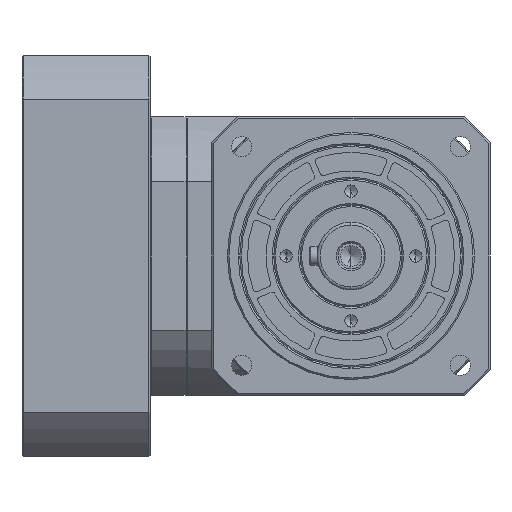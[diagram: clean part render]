
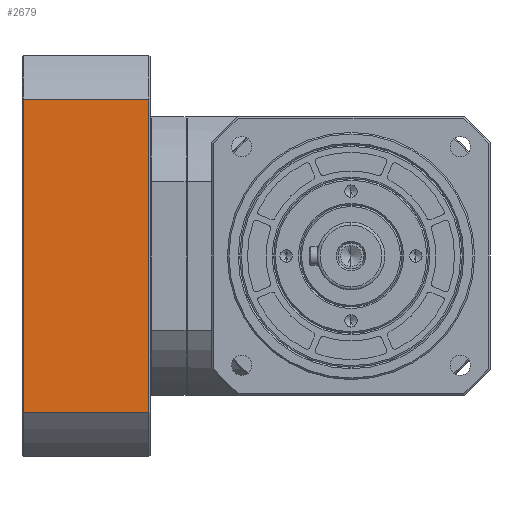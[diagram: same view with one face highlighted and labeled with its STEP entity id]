
A CAD part, left-side view. The second image highlights one B-rep face of the part: STEP entity #2679.
In plain terms, the highlighted face is planar.
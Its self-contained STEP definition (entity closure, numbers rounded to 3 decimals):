
#1426=CARTESIAN_POINT('',(0.4,50.806,65.));
#1444=DIRECTION('',(0.,1.,0.));
#1445=VECTOR('',#1444,101.612);
#1446=CARTESIAN_POINT('',(0.4,-50.806,65.));
#1447=LINE('',#1446,#1445);
#1475=DIRECTION('',(-1.,0.,0.));
#1476=VECTOR('',#1475,40.7);
#1477=CARTESIAN_POINT('',(41.1,-50.806,65.));
#1478=LINE('',#1477,#1476);
#1487=DIRECTION('',(1.,0.,0.));
#1488=VECTOR('',#1487,40.7);
#1489=CARTESIAN_POINT('',(0.4,50.806,65.));
#1490=LINE('',#1489,#1488);
#1660=DIRECTION('',(0.,-1.,0.));
#1661=VECTOR('',#1660,101.612);
#1662=CARTESIAN_POINT('',(41.1,50.806,65.));
#1663=LINE('',#1662,#1661);
#1685=CARTESIAN_POINT('',(41.1,-50.806,65.));
#2053=VERTEX_POINT('',#1685);
#2097=CARTESIAN_POINT('',(0.4,-50.806,65.));
#2099=VERTEX_POINT('',#2097);
#2146=CARTESIAN_POINT('',(41.1,50.806,65.));
#2147=VERTEX_POINT('',#2146);
#2218=VERTEX_POINT('',#1426);
#2666=CARTESIAN_POINT('',(0.,-50.806,65.));
#2667=DIRECTION('',(0.,0.,-1.));
#2668=DIRECTION('',(-1.,0.,0.));
#2669=AXIS2_PLACEMENT_3D('',#2666,#2667,#2668);
#2670=PLANE('',#2669);
#2672=ORIENTED_EDGE('',*,*,#2671,.T.);
#2674=ORIENTED_EDGE('',*,*,#2673,.T.);
#2675=ORIENTED_EDGE('',*,*,#2657,.T.);
#2676=ORIENTED_EDGE('',*,*,#2604,.T.);
#2677=EDGE_LOOP('',(#2672,#2674,#2675,#2676));
#2678=FACE_OUTER_BOUND('',#2677,.F.);
#2679=ADVANCED_FACE('',(#2678),#2670,.F.);
#2604=EDGE_CURVE('',#2099,#2218,#1447,.T.);
#2657=EDGE_CURVE('',#2053,#2099,#1478,.T.);
#2671=EDGE_CURVE('',#2218,#2147,#1490,.T.);
#2673=EDGE_CURVE('',#2147,#2053,#1663,.T.);
